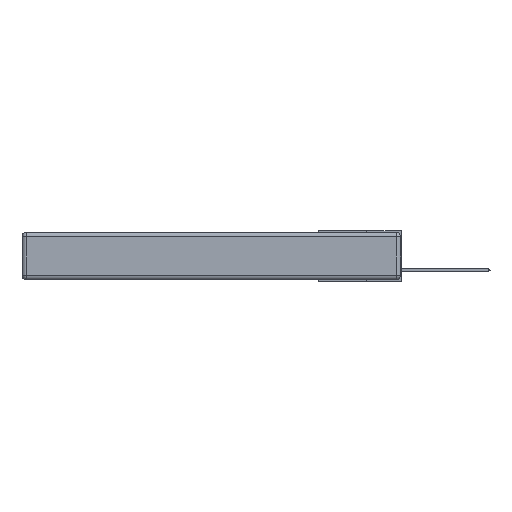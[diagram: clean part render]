
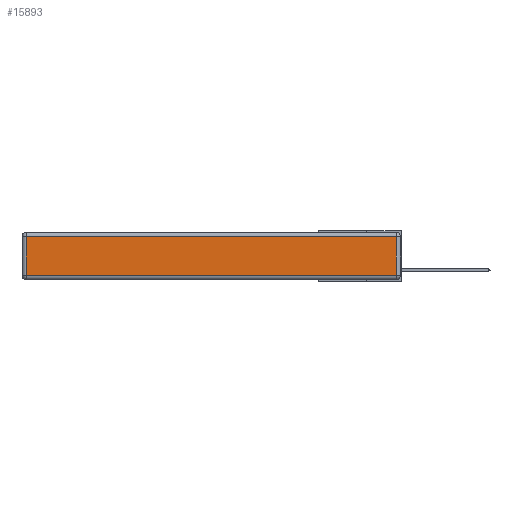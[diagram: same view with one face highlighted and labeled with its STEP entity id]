
A CAD part, left-side view. The second image highlights one B-rep face of the part: STEP entity #15893.
In plain terms, the highlighted planar face has unit normal (-1, 0, 0).
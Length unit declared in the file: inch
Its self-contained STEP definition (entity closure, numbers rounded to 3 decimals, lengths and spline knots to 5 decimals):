
#600 = VERTEX_POINT ( 'NONE', #23618 ) ;
#662 = LINE ( 'NONE', #17050, #4764 ) ;
#913 = LINE ( 'NONE', #10894, #17058 ) ;
#2318 = DIRECTION ( 'NONE',  ( 0., -1., 0. ) ) ;
#2618 = ORIENTED_EDGE ( 'NONE', *, *, #14039, .T. ) ;
#3243 = FACE_OUTER_BOUND ( 'NONE', #17127, .T. ) ;
#4128 = EDGE_CURVE ( 'NONE', #19714, #8954, #14899, .T. ) ;
#4690 = ORIENTED_EDGE ( 'NONE', *, *, #4128, .T. ) ;
#4764 = VECTOR ( 'NONE', #19366, 39.37008 ) ;
#5227 = LINE ( 'NONE', #11673, #22110 ) ;
#6964 = DIRECTION ( 'NONE',  ( 0., 1., 0. ) ) ;
#7155 = PLANE ( 'NONE',  #8715 ) ;
#7655 = EDGE_CURVE ( 'NONE', #8954, #600, #5227, .T. ) ;
#8715 = AXIS2_PLACEMENT_3D ( 'NONE', #22562, #9394, #23604 ) ;
#8954 = VERTEX_POINT ( 'NONE', #23122 ) ;
#9045 = VECTOR ( 'NONE', #27737, 39.37008 ) ;
#9394 = DIRECTION ( 'NONE',  ( -1., 0., 0. ) ) ;
#10894 = CARTESIAN_POINT ( 'NONE',  ( 0., 0., -0.313 ) ) ;
#11673 = CARTESIAN_POINT ( 'NONE',  ( 0., 2.75, -0.03 ) ) ;
#14039 = EDGE_CURVE ( 'NONE', #600, #25881, #662, .T. ) ;
#14499 = CARTESIAN_POINT ( 'NONE',  ( 0., 0.03, -0.343 ) ) ;
#14899 = LINE ( 'NONE', #14499, #9045 ) ;
#15879 = ORIENTED_EDGE ( 'NONE', *, *, #7655, .T. ) ;
#15893 = ADVANCED_FACE ( 'NONE', ( #3243 ), #7155, .T. ) ;
#16570 = ORIENTED_EDGE ( 'NONE', *, *, #20196, .T. ) ;
#16863 = CARTESIAN_POINT ( 'NONE',  ( 0., 2.72, -0.313 ) ) ;
#17050 = CARTESIAN_POINT ( 'NONE',  ( 0., 2.72, -0.343 ) ) ;
#17058 = VECTOR ( 'NONE', #2318, 39.37008 ) ;
#17127 = EDGE_LOOP ( 'NONE', ( #16570, #4690, #15879, #2618 ) ) ;
#19366 = DIRECTION ( 'NONE',  ( 0., 0., -1. ) ) ;
#19714 = VERTEX_POINT ( 'NONE', #24480 ) ;
#20196 = EDGE_CURVE ( 'NONE', #25881, #19714, #913, .T. ) ;
#22110 = VECTOR ( 'NONE', #6964, 39.37008 ) ;
#22562 = CARTESIAN_POINT ( 'NONE',  ( 0., 0., -0.343 ) ) ;
#23122 = CARTESIAN_POINT ( 'NONE',  ( 0., 0.03, -0.03 ) ) ;
#23604 = DIRECTION ( 'NONE',  ( 0., 0., 1. ) ) ;
#23618 = CARTESIAN_POINT ( 'NONE',  ( 0., 2.72, -0.03 ) ) ;
#24480 = CARTESIAN_POINT ( 'NONE',  ( 0., 0.03, -0.313 ) ) ;
#25881 = VERTEX_POINT ( 'NONE', #16863 ) ;
#27737 = DIRECTION ( 'NONE',  ( 0., 0., 1. ) ) ;
